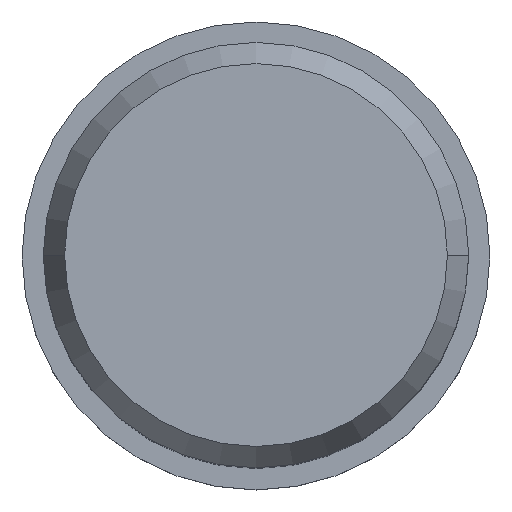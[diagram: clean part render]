
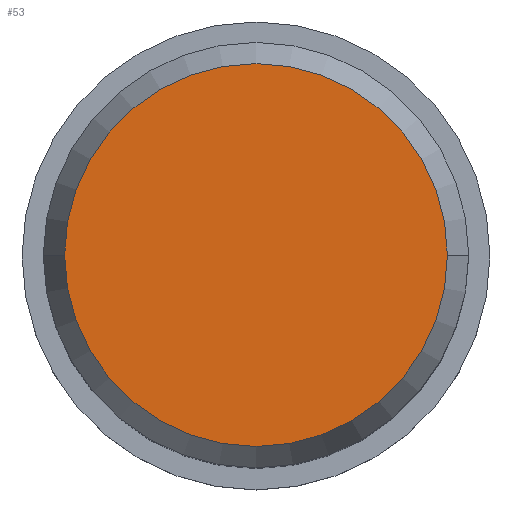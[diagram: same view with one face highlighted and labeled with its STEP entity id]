
A CAD part, top view. The second image highlights one B-rep face of the part: STEP entity #53.
In plain terms, the highlighted planar face has unit normal (0, 0, 1).
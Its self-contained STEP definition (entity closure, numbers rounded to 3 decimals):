
#53=ADVANCED_FACE('',(#116),#117,.T.);
#116=FACE_OUTER_BOUND('',#190,.T.);
#117=PLANE('',#191);
#190=EDGE_LOOP('',(#277,#278));
#191=AXIS2_PLACEMENT_3D('',#279,#280,#281);
#277=ORIENTED_EDGE('',*,*,#421,.F.);
#278=ORIENTED_EDGE('',*,*,#424,.F.);
#279=CARTESIAN_POINT('',(2.25,0.,15.9));
#280=DIRECTION('',(0.,0.0,1.0));
#281=DIRECTION('',(-1.0,0.,0.));
#421=EDGE_CURVE('',#490,#492,#493,.T.);
#424=EDGE_CURVE('',#492,#490,#496,.T.);
#490=VERTEX_POINT('',#577);
#492=VERTEX_POINT('',#580);
#493=CIRCLE('',#581,4.5);
#496=CIRCLE('',#585,4.5);
#577=CARTESIAN_POINT('',(4.5,0.,15.9));
#580=CARTESIAN_POINT('',(-4.5,0.,15.9));
#581=AXIS2_PLACEMENT_3D('',#666,#667,#668);
#585=AXIS2_PLACEMENT_3D('',#670,#671,#672);
#666=CARTESIAN_POINT('',(0.,0.0,15.9));
#667=DIRECTION('',(0.,0.0,-1.0));
#668=DIRECTION('',(1.0,0.,0.));
#670=CARTESIAN_POINT('',(0.,0.0,15.9));
#671=DIRECTION('',(0.,0.0,-1.0));
#672=DIRECTION('',(1.0,0.,0.));
